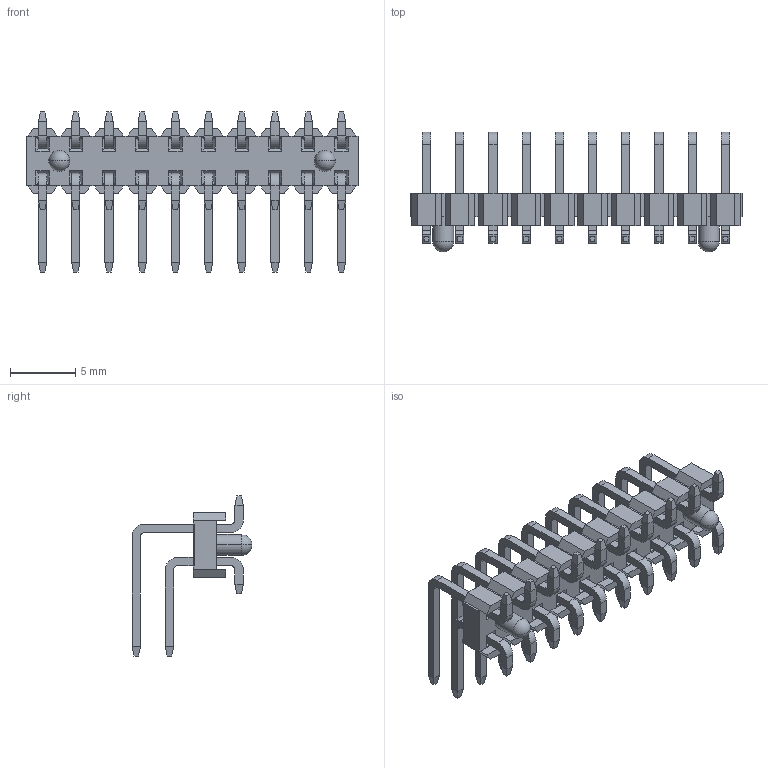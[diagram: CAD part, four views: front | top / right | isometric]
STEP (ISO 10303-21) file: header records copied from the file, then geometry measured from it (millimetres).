
FILE_DESCRIPTION( ('This file contains a STEP AP42 implementation' ,'as created by ZW3D STEP Interface translator.') ,'2;1' );
FILE_NAME( '1125-12XXXXDXXXXXXX(衄翐).stp' ,'23 329.17 731', (''), ('ZWCAD Software Co.'), 'Version 1.0', 'ZW3D to STEP translator', '' );
FILE_SCHEMA(('AUTOMOTIVE_DESIGN { 1 0 10303 214 1 1 1 1 }'));
Length unit declared in the file: millimetre
Products named in the file (2): 0; 1125-1220XXD144XXXX(衄翐)
Bounding box: 25.4 x 9.17 x 12.25 mm (x, y, z)
Volume: 355.6 mm3; surface area: 1397.1 mm2
Topology: 21 solids, 21 shells, 787 faces, 1924 edges, 1186 vertices
Faces by surface type: plane 699, cylinder 84, sphere 4
Entity records: 23254 total; most frequent: CARTESIAN_POINT 3894, ORIENTED_EDGE 3840, DIRECTION 3668, EDGE_CURVE 1920, VECTOR 1748, LINE 1748, VERTEX_POINT 1186, AXIS2_PLACEMENT_3D 960
